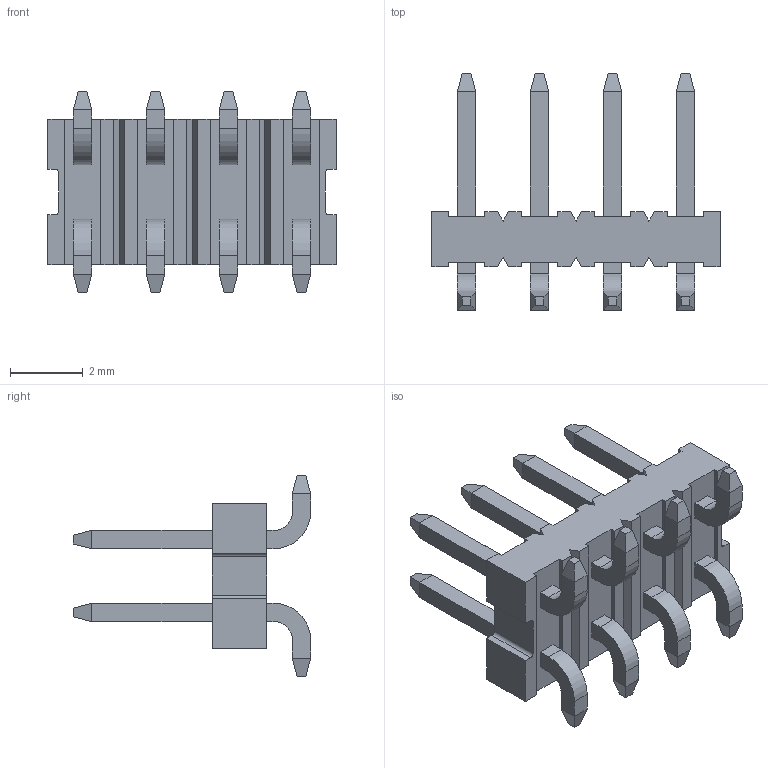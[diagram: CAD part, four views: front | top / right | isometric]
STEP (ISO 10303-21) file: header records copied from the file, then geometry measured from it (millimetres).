
FILE_DESCRIPTION((''),'2;1');
FILE_NAME('877590814','2009-07-01T',('gga'),(''),'PRO/ENGINEER BY PARAMETRIC TECHNOLOGY CORPORATION, 2003451','PRO/ENGINEER BY PARAMETRIC TECHNOLOGY CORPORATION, 2003451','');
FILE_SCHEMA(('CONFIG_CONTROL_DESIGN'));
Length unit declared in the file: millimetre
Products named in the file (1): 877590814
Bounding box: 7.9 x 6.5 x 5.5 mm (x, y, z)
Volume: 53.3 mm3; surface area: 209.7 mm2
Topology: 1 solids, 1 shells, 276 faces, 710 edges, 452 vertices
Faces by surface type: plane 256, cylinder 20
Entity records: 8121 total; most frequent: CARTESIAN_POINT 1407, ORIENTED_EDGE 1356, DIRECTION 1304, EDGE_CURVE 678, VECTOR 670, LINE 670, VERTEX_POINT 420, AXIS2_PLACEMENT_3D 317
